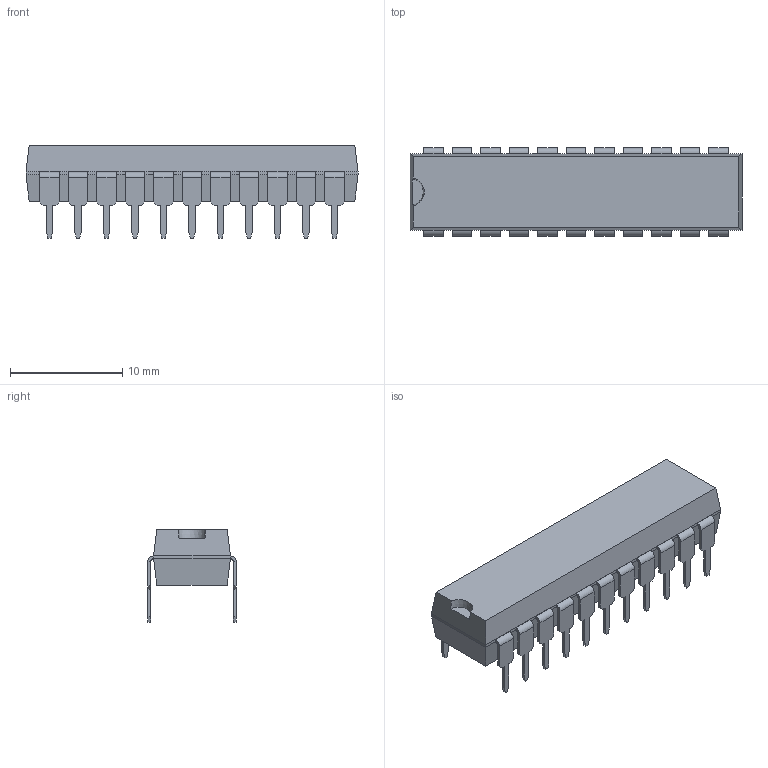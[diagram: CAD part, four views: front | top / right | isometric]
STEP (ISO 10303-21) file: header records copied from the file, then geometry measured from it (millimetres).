
FILE_DESCRIPTION(('STEP AP214'), '1');
FILE_NAME('MS-001AE', '', ('UNSPECIFIED'), ('UNSPECIFIED'), 'ASCON STEP Converter 1.3', 'ASCON Math Kernel', '');
FILE_SCHEMA(('AUTOMOTIVE_DESIGN { 1 0 10303 214 3 1 1}'));
Length unit declared in the file: millimetre
Bounding box: 29.59 x 7.87 x 8.28 mm (x, y, z)
Volume: 993.1 mm3; surface area: 1128.3 mm2
Topology: 23 solids, 23 shells, 500 faces, 1178 edges, 724 vertices
Faces by surface type: plane 455, cylinder 44, cone 1
Entity records: 18260 total; most frequent: CARTESIAN_POINT 2411, ORIENTED_EDGE 2356, DIRECTION 2268, EDGE_CURVE 1178, LINE 1086, VECTOR 1086, VERTEX_POINT 724, AXIS2_PLACEMENT_3D 591
